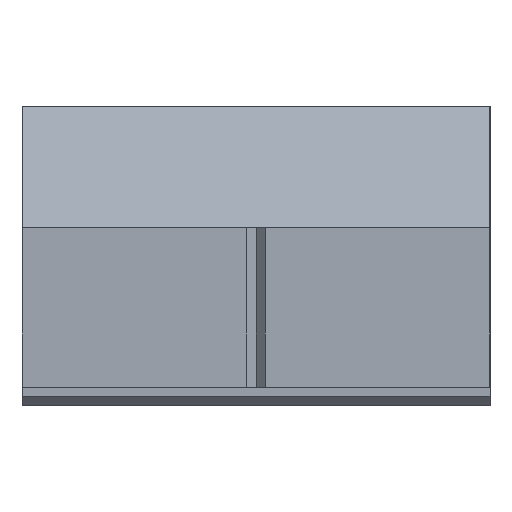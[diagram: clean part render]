
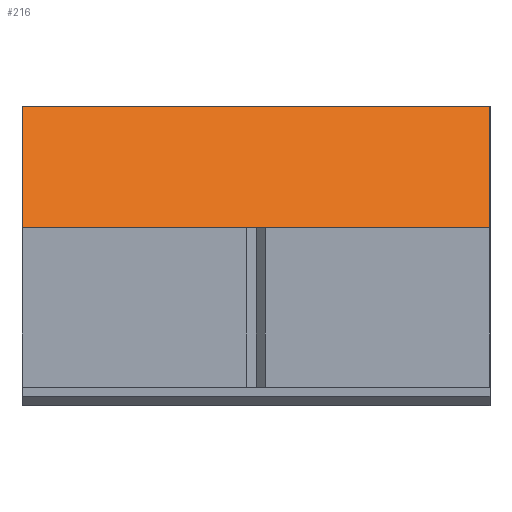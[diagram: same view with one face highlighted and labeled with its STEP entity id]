
A CAD part, front view. The second image highlights one B-rep face of the part: STEP entity #216.
In plain terms, the highlighted planar face has unit normal (0, -0.707, 0.707).
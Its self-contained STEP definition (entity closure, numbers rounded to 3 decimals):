
#216 = ADVANCED_FACE( '', ( #313 ), #314, .F. );
#313 = FACE_OUTER_BOUND( '', #492, .T. );
#314 = PLANE( '', #493 );
#492 = EDGE_LOOP( '', ( #832, #833, #834, #835 ) );
#493 = AXIS2_PLACEMENT_3D( '', #836, #837, #838 );
#832 = ORIENTED_EDGE( '', *, *, #1002, .T. );
#833 = ORIENTED_EDGE( '', *, *, #988, .F. );
#834 = ORIENTED_EDGE( '', *, *, #1003, .F. );
#835 = ORIENTED_EDGE( '', *, *, #997, .T. );
#836 = CARTESIAN_POINT( '', ( 12.5, -2.156, 15. ) );
#837 = DIRECTION( '', ( 0., 0.707, -0.707 ) );
#838 = DIRECTION( '', ( 0., 0.707, 0.707 ) );
#988 = EDGE_CURVE( '', #1172, #1174, #1175, .T. );
#997 = EDGE_CURVE( '', #1191, #1189, #1192, .T. );
#1002 = EDGE_CURVE( '', #1189, #1174, #1199, .T. );
#1003 = EDGE_CURVE( '', #1191, #1172, #1200, .T. );
#1172 = VERTEX_POINT( '', #1806 );
#1174 = VERTEX_POINT( '', #1809 );
#1175 = LINE( '', #1810, #1811 );
#1189 = VERTEX_POINT( '', #1832 );
#1191 = VERTEX_POINT( '', #1835 );
#1192 = LINE( '', #1836, #1837 );
#1199 = LINE( '', #1848, #1849 );
#1200 = LINE( '', #1850, #1851 );
#1806 = CARTESIAN_POINT( '', ( 12.5, -8.656, 8.5 ) );
#1809 = CARTESIAN_POINT( '', ( -12.5, -8.656, 8.5 ) );
#1810 = CARTESIAN_POINT( '', ( 12.5, -8.656, 8.5 ) );
#1811 = VECTOR( '', #1968, 1000. );
#1832 = CARTESIAN_POINT( '', ( -12.5, -2.156, 15. ) );
#1835 = CARTESIAN_POINT( '', ( 12.5, -2.156, 15. ) );
#1836 = CARTESIAN_POINT( '', ( 12.5, -2.156, 15. ) );
#1837 = VECTOR( '', #1977, 1000. );
#1848 = CARTESIAN_POINT( '', ( -12.5, -2.156, 15. ) );
#1849 = VECTOR( '', #1982, 1000. );
#1850 = CARTESIAN_POINT( '', ( 12.5, -2.156, 15. ) );
#1851 = VECTOR( '', #1983, 1000. );
#1968 = DIRECTION( '', ( -1., 0., 0. ) );
#1977 = DIRECTION( '', ( -1., 0., 0. ) );
#1982 = DIRECTION( '', ( 0., -0.707, -0.707 ) );
#1983 = DIRECTION( '', ( 0., -0.707, -0.707 ) );
